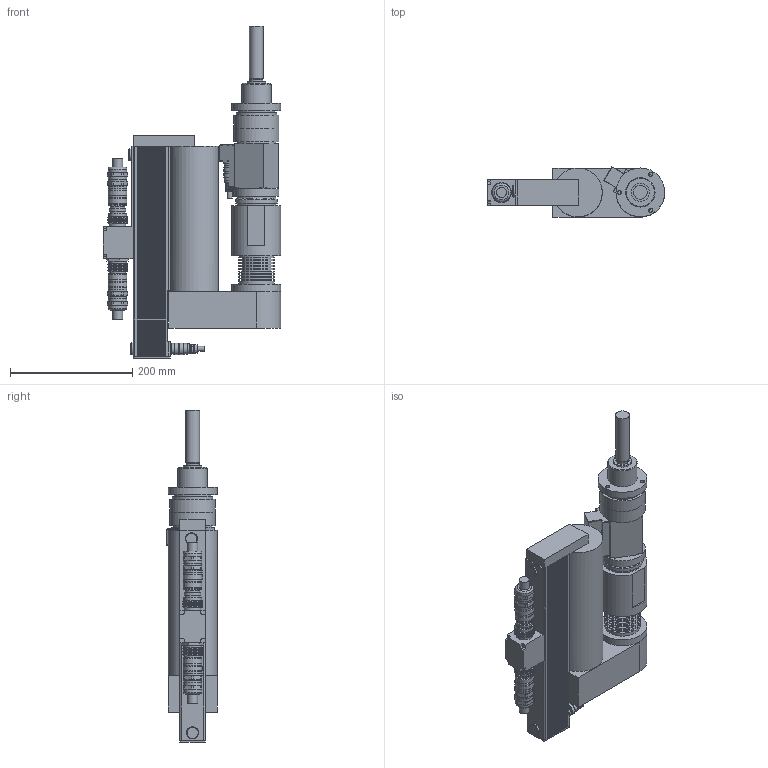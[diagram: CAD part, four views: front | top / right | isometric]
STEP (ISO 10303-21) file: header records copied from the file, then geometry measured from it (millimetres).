
FILE_DESCRIPTION((''),'2;1');
FILE_NAME('947583A8.stp','2011-03-25T14:05:45',('e4c32'),(''),'Autodesk Inventor 11','Autodesk Inventor 11','');
FILE_SCHEMA(('AUTOMOTIVE_DESIGN { 1 0 10303 214 1 1 1 1 }'));
Length unit declared in the file: millimetre
Products named in the file (7): 947583A8_IAM_001; 3ZB_IPT_001.ipt_Gerader Abtrieb; 3KXB_IPT_001; 3BUTS-3BXA_IPT_001.ipt_Motorumlenkung und Getriebe; 961089-002_IPT_002.ipt_Stecker gerade; 961104-005_IPT_002.ipt_Stecker gerade; 961104-005_IPT_001.ipt_Stecker gerade
Assembly tree (7 placements, depth 2):
  947583A8_IAM_001
    3ZB_IPT_001.ipt_Gerader Abtrieb
    3KXB_IPT_001
    3BUTS-3BXA_IPT_001.ipt_Motorumlenkung und Getriebe
    961089-002_IPT_002.ipt_Stecker gerade  x2
    961104-005_IPT_002.ipt_Stecker gerade
    961104-005_IPT_001.ipt_Stecker gerade
Bounding box: 290.65 x 82.47 x 543.2 mm (x, y, z)
Volume: 4541367.5 mm3; surface area: 392103.7 mm2
Topology: 7 solids, 7 shells, 1135 faces, 2816 edges, 1777 vertices
Faces by surface type: plane 749, cylinder 242, bspline 95, cone 37, torus 12
Full cylindrical faces by diameter (mm): 8 x2, 13.4 x2, 13.5 x1, 14 x10, 14.2 x2, 15.5 x1, 16 x6, 16.5 x2, 17.5 x1, 17.587 x4, 18 x6, 18.7 x4, 20 x4, 21.5 x1, 22.5 x1, 22.8 x1, 24 x1, 25.5 x1, 26.4 x1, 27 x1, 27.047 x1, 28 x2, 28.5 x1, 29.5 x3, 29.8 x4, 30 x5, 30.4 x2, 30.5 x3, 30.609 x1, 30.8 x4
Entity records: 31242 total; most frequent: CARTESIAN_POINT 6656, ORIENTED_EDGE 5206, DIRECTION 4704, EDGE_CURVE 2603, VERTEX_POINT 1725, VECTOR 1650, LINE 1650, AXIS2_PLACEMENT_3D 1527
